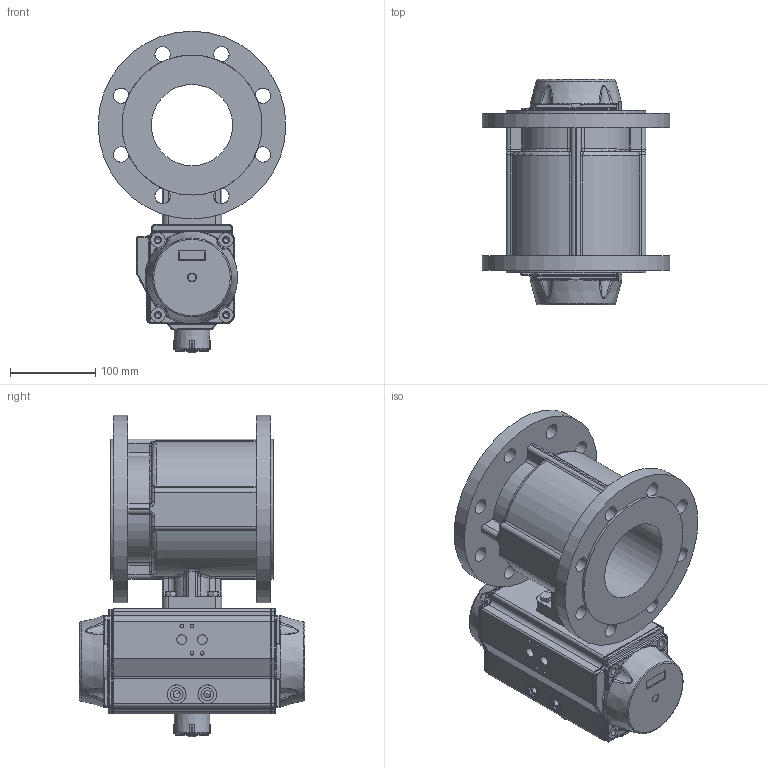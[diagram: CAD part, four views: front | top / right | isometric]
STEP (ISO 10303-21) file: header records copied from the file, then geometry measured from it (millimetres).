
FILE_DESCRIPTION(/* description */ ('Unknown'),/* implementation_level */ '2;1');
FILE_NAME(/* name */ 'PD060909-12',/* time_stamp */ '2025-02-06T12:30:44+01:00',/* author */ ('Unknown'),/* organization */ ('Unknown'),/* preprocessor_version */ 'ST-DEVELOPER v19.4',/* originating_system */ 'Solid Edge',/* authorisation */ 'Unknown');
FILE_SCHEMA (('AUTOMOTIVE_DESIGN {1 0 10303 214 3 1 1}'));
Length unit declared in the file: millimetre
Products named in the file (13): PD060909-12; 4.150_160.100; DIN933_M8x35; PD06_PE05; VTE95____; ____; zhou95; vt95_________________MIR; vt95-2016-06-25; Optische Anzeige; ______; ________(___________; cup head nib bolts with large head gb_GB_FASTENER_BOLT_CHNBW M6X25-N
Assembly tree (19 placements, depth 4):
  PD060909-12
    4.150_160.100
    DIN933_M8x35  x4
    PD06_PE05
      VTE95____
      ____  x2
      zhou95
      vt95_________________MIR
      vt95-2016-06-25
      Optische Anzeige
        ______
        ________(___________  x4
        cup head nib bolts with large head gb_GB_FASTENER_BOLT_CHNBW M6X25-N
Bounding box: 220 x 264 x 376.81 mm (x, y, z)
Volume: 4641156 mm3; surface area: 700642.8 mm2
Topology: 17 solids, 17 shells, 3052 faces, 7532 edges, 4577 vertices
Faces by surface type: cylinder 852, plane 809, bspline 632, torus 493, cone 221, sphere 45
Full cylindrical faces by diameter (mm): 3 x16, 3.3 x8, 4.134 x8, 4.66 x1, 4.917 x5, 5.5 x1, 6 x1, 6.2 x1, 6.647 x14, 8 x4, 8.376 x2, 8.5 x4, 11.445 x2, 12 x2, 15 x2, 16.2 x1, 16.4 x1, 17 x4, 18 x16, 18.7 x1, 20 x5, 22 x2, 24.5 x14, 27 x1, 30.4 x1, 31.5 x1, 32.5 x1, 34.9 x1, 36.4 x1, 38.5 x1
Entity records: 95687 total; most frequent: CARTESIAN_POINT 44098, ORIENTED_EDGE 10834, DIRECTION 9189, EDGE_CURVE 5417, AXIS2_PLACEMENT_3D 3718, VERTEX_POINT 3463, FACE_BOUND 2772, EDGE_LOOP 2763
